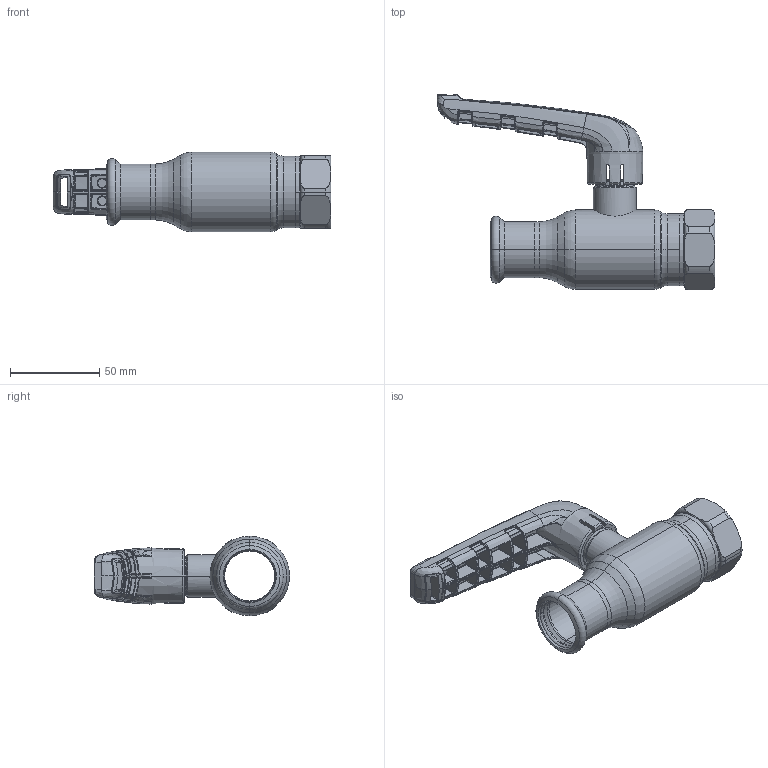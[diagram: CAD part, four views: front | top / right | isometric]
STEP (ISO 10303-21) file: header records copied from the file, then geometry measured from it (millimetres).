
FILE_DESCRIPTION (( 'STEP AP214' ), '1' );
FILE_NAME ('XPR21000 DN25 G1 x 28.step', '2018-09-25T08:52:00', ( '' ), ( '' ), 'SwSTEP 2.0', 'SolidWorks 2017', '' );
FILE_SCHEMA (( 'AUTOMOTIVE_DESIGN' ));
Length unit declared in the file: millimetre
Products named in the file (1): XPR21000 DN25 G1 x 28
Bounding box: 155.57 x 109.61 x 44.5 mm (x, y, z)
Surface area: 41025.7 mm2 (no closed solid volume)
Topology: 0 solids, 8 shells, 764 faces, 2473 edges, 1616 vertices
Faces by surface type: bspline 595, plane 61, cylinder 41, torus 32, cone 27, sphere 8
Entity records: 59773 total; most frequent: CARTESIAN_POINT 35444, ORIENTED_EDGE 4086, EDGE_CURVE 2465, B_SPLINE_CURVE_WITH_KNOTS 1715, DIRECTION 1676, VERTEX_POINT 1614, EDGE_LOOP 784, UNCERTAINTY_MEASURE_WITH_UNIT 766
